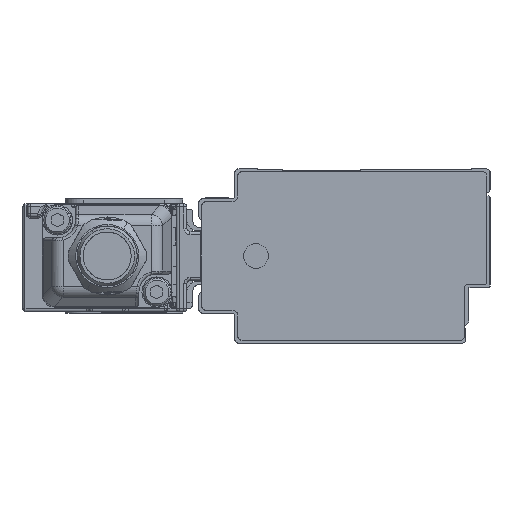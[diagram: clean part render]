
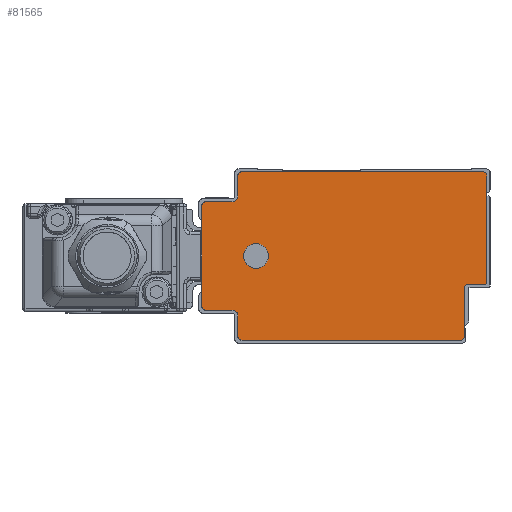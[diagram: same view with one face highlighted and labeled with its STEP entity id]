
A CAD part, left-side view. The second image highlights one B-rep face of the part: STEP entity #81565.
In plain terms, the highlighted planar face has unit normal (-1, 0, 0).
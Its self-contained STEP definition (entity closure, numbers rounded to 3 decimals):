
#80133=AXIS2_PLACEMENT_3D('Circle Axis2P3D',#80131,#80132,$) ;
#80171=AXIS2_PLACEMENT_3D('Circle Axis2P3D',#80169,#80170,$) ;
#80209=AXIS2_PLACEMENT_3D('Circle Axis2P3D',#80207,#80208,$) ;
#80247=AXIS2_PLACEMENT_3D('Circle Axis2P3D',#80245,#80246,$) ;
#81448=AXIS2_PLACEMENT_3D('Plane Axis2P3D',#81445,#81446,#81447) ;
#81452=AXIS2_PLACEMENT_3D('Circle Axis2P3D',#81450,#81451,$) ;
#81466=AXIS2_PLACEMENT_3D('Circle Axis2P3D',#81464,#81465,$) ;
#81480=AXIS2_PLACEMENT_3D('Circle Axis2P3D',#81478,#81479,$) ;
#81494=AXIS2_PLACEMENT_3D('Circle Axis2P3D',#81492,#81493,$) ;
#81508=AXIS2_PLACEMENT_3D('Circle Axis2P3D',#81506,#81507,$) ;
#81522=AXIS2_PLACEMENT_3D('Circle Axis2P3D',#81520,#81521,$) ;
#81549=AXIS2_PLACEMENT_3D('Circle Axis2P3D',#81547,#81548,$) ;
#81558=AXIS2_PLACEMENT_3D('Circle Axis2P3D',#81556,#81557,$) ;
#80089=CARTESIAN_POINT('Line Origine',(-475.5,44.,14.5)) ;
#80093=CARTESIAN_POINT('Vertex',(-475.5,44.,6.)) ;
#80095=CARTESIAN_POINT('Vertex',(-475.5,44.,23.)) ;
#80131=CARTESIAN_POINT('Axis2P3D Location',(-475.5,43.5,23.)) ;
#80135=CARTESIAN_POINT('Vertex',(-475.5,43.5,23.5)) ;
#80150=CARTESIAN_POINT('Line Origine',(-475.5,41.25,23.5)) ;
#80154=CARTESIAN_POINT('Vertex',(-475.5,39.,23.5)) ;
#80169=CARTESIAN_POINT('Axis2P3D Location',(-475.5,39.,24.5)) ;
#80173=CARTESIAN_POINT('Vertex',(-475.5,38.,24.5)) ;
#80188=CARTESIAN_POINT('Line Origine',(-475.5,38.,26.25)) ;
#80192=CARTESIAN_POINT('Vertex',(-475.5,38.,28.)) ;
#80207=CARTESIAN_POINT('Axis2P3D Location',(-475.5,37.5,28.)) ;
#80211=CARTESIAN_POINT('Vertex',(-475.5,37.5,28.5)) ;
#80226=CARTESIAN_POINT('Line Origine',(-475.5,17.25,28.5)) ;
#80230=CARTESIAN_POINT('Vertex',(-475.5,-3.,28.5)) ;
#80245=CARTESIAN_POINT('Axis2P3D Location',(-475.5,-3.,28.)) ;
#80249=CARTESIAN_POINT('Vertex',(-475.5,-3.5,28.)) ;
#80264=CARTESIAN_POINT('Line Origine',(-475.5,-3.5,19.1)) ;
#80268=CARTESIAN_POINT('Vertex',(-475.5,-3.5,10.2)) ;
#81445=CARTESIAN_POINT('Axis2P3D Location',(-475.5,0.,0.)) ;
#81450=CARTESIAN_POINT('Axis2P3D Location',(-475.5,43.5,6.)) ;
#81454=CARTESIAN_POINT('Vertex',(-475.5,43.5,5.5)) ;
#81457=CARTESIAN_POINT('Line Origine',(-475.5,41.25,5.5)) ;
#81461=CARTESIAN_POINT('Vertex',(-475.5,39.,5.5)) ;
#81464=CARTESIAN_POINT('Axis2P3D Location',(-475.5,39.,4.5)) ;
#81468=CARTESIAN_POINT('Vertex',(-475.5,38.,4.5)) ;
#81471=CARTESIAN_POINT('Line Origine',(-475.5,38.,2.75)) ;
#81475=CARTESIAN_POINT('Vertex',(-475.5,38.,1.)) ;
#81478=CARTESIAN_POINT('Axis2P3D Location',(-475.5,37.5,1.)) ;
#81482=CARTESIAN_POINT('Vertex',(-475.5,37.5,0.5)) ;
#81485=CARTESIAN_POINT('Line Origine',(-475.5,19.15,0.5)) ;
#81489=CARTESIAN_POINT('Vertex',(-475.5,0.8,0.5)) ;
#81492=CARTESIAN_POINT('Axis2P3D Location',(-475.5,0.8,1.)) ;
#81496=CARTESIAN_POINT('Vertex',(-475.5,0.3,1.)) ;
#81499=CARTESIAN_POINT('Line Origine',(-475.5,0.3,5.1)) ;
#81503=CARTESIAN_POINT('Vertex',(-475.5,0.3,9.2)) ;
#81506=CARTESIAN_POINT('Axis2P3D Location',(-475.5,-0.2,9.2)) ;
#81510=CARTESIAN_POINT('Vertex',(-475.5,-0.2,9.7)) ;
#81513=CARTESIAN_POINT('Line Origine',(-475.5,-1.6,9.7)) ;
#81517=CARTESIAN_POINT('Vertex',(-475.5,-3.,9.7)) ;
#81520=CARTESIAN_POINT('Axis2P3D Location',(-475.5,-3.,10.2)) ;
#81547=CARTESIAN_POINT('Axis2P3D Location',(-475.5,35.,14.5)) ;
#81551=CARTESIAN_POINT('Vertex',(-475.5,33.186,13.509)) ;
#81553=CARTESIAN_POINT('Vertex',(-475.5,36.814,15.491)) ;
#81556=CARTESIAN_POINT('Axis2P3D Location',(-475.5,35.,14.5)) ;
#80090=DIRECTION('Vector Direction',(0.,0.,1.)) ;
#80132=DIRECTION('Axis2P3D Direction',(1.,0.,0.)) ;
#80151=DIRECTION('Vector Direction',(0.,1.,0.)) ;
#80170=DIRECTION('Axis2P3D Direction',(1.,0.,0.)) ;
#80189=DIRECTION('Vector Direction',(0.,0.,1.)) ;
#80208=DIRECTION('Axis2P3D Direction',(1.,0.,0.)) ;
#80227=DIRECTION('Vector Direction',(0.,1.,0.)) ;
#80246=DIRECTION('Axis2P3D Direction',(1.,0.,-0.)) ;
#80265=DIRECTION('Vector Direction',(0.,0.,-1.)) ;
#81446=DIRECTION('Axis2P3D Direction',(1.,0.,0.)) ;
#81447=DIRECTION('Axis2P3D XDirection',(0.,1.,0.)) ;
#81451=DIRECTION('Axis2P3D Direction',(1.,0.,0.)) ;
#81458=DIRECTION('Vector Direction',(0.,-1.,0.)) ;
#81465=DIRECTION('Axis2P3D Direction',(1.,0.,0.)) ;
#81472=DIRECTION('Vector Direction',(0.,0.,1.)) ;
#81479=DIRECTION('Axis2P3D Direction',(1.,0.,0.)) ;
#81486=DIRECTION('Vector Direction',(0.,-1.,0.)) ;
#81493=DIRECTION('Axis2P3D Direction',(1.,0.,0.)) ;
#81500=DIRECTION('Vector Direction',(0.,0.,-1.)) ;
#81507=DIRECTION('Axis2P3D Direction',(1.,0.,0.)) ;
#81514=DIRECTION('Vector Direction',(0.,1.,0.)) ;
#81521=DIRECTION('Axis2P3D Direction',(1.,0.,0.)) ;
#81548=DIRECTION('Axis2P3D Direction',(1.,0.,0.)) ;
#81557=DIRECTION('Axis2P3D Direction',(1.,0.,0.)) ;
#80091=VECTOR('Line Direction',#80090,1.) ;
#80152=VECTOR('Line Direction',#80151,1.) ;
#80190=VECTOR('Line Direction',#80189,1.) ;
#80228=VECTOR('Line Direction',#80227,1.) ;
#80266=VECTOR('Line Direction',#80265,1.) ;
#81459=VECTOR('Line Direction',#81458,1.) ;
#81473=VECTOR('Line Direction',#81472,1.) ;
#81487=VECTOR('Line Direction',#81486,1.) ;
#81501=VECTOR('Line Direction',#81500,1.) ;
#81515=VECTOR('Line Direction',#81514,1.) ;
#81526=ORIENTED_EDGE('',*,*,#80232,.F.) ;
#81527=ORIENTED_EDGE('',*,*,#80213,.F.) ;
#81528=ORIENTED_EDGE('',*,*,#80194,.F.) ;
#81529=ORIENTED_EDGE('',*,*,#80175,.F.) ;
#81530=ORIENTED_EDGE('',*,*,#80156,.F.) ;
#81531=ORIENTED_EDGE('',*,*,#80137,.F.) ;
#81532=ORIENTED_EDGE('',*,*,#80097,.F.) ;
#81533=ORIENTED_EDGE('',*,*,#81456,.F.) ;
#81534=ORIENTED_EDGE('',*,*,#81463,.F.) ;
#81535=ORIENTED_EDGE('',*,*,#81470,.F.) ;
#81536=ORIENTED_EDGE('',*,*,#81477,.F.) ;
#81537=ORIENTED_EDGE('',*,*,#81484,.F.) ;
#81538=ORIENTED_EDGE('',*,*,#81491,.F.) ;
#81539=ORIENTED_EDGE('',*,*,#81498,.F.) ;
#81540=ORIENTED_EDGE('',*,*,#81505,.F.) ;
#81541=ORIENTED_EDGE('',*,*,#81512,.F.) ;
#81542=ORIENTED_EDGE('',*,*,#81519,.F.) ;
#81543=ORIENTED_EDGE('',*,*,#81524,.F.) ;
#81544=ORIENTED_EDGE('',*,*,#80270,.F.) ;
#81545=ORIENTED_EDGE('',*,*,#80251,.F.) ;
#81562=ORIENTED_EDGE('',*,*,#81555,.T.) ;
#81563=ORIENTED_EDGE('',*,*,#81560,.T.) ;
#81564=FACE_BOUND('',#81561,.T.) ;
#81565=ADVANCED_FACE('\X2\FF8EFF9EFF83FF9EFF68FF70\X0\.2',(#81546,#81564),#81449,.F.) ;
#80134=CIRCLE('generated circle',#80133,0.5) ;
#80172=CIRCLE('generated circle',#80171,1.) ;
#80210=CIRCLE('generated circle',#80209,0.5) ;
#80248=CIRCLE('generated circle',#80247,0.5) ;
#81453=CIRCLE('generated circle',#81452,0.5) ;
#81467=CIRCLE('generated circle',#81466,1.) ;
#81481=CIRCLE('generated circle',#81480,0.5) ;
#81495=CIRCLE('generated circle',#81494,0.5) ;
#81509=CIRCLE('generated circle',#81508,0.5) ;
#81523=CIRCLE('generated circle',#81522,0.5) ;
#81550=CIRCLE('generated circle',#81549,2.067) ;
#81559=CIRCLE('generated circle',#81558,2.067) ;
#80097=EDGE_CURVE('',#80094,#80096,#80092,.T.) ;
#80137=EDGE_CURVE('',#80096,#80136,#80134,.T.) ;
#80156=EDGE_CURVE('',#80136,#80155,#80153,.F.) ;
#80175=EDGE_CURVE('',#80155,#80174,#80172,.F.) ;
#80194=EDGE_CURVE('',#80174,#80193,#80191,.T.) ;
#80213=EDGE_CURVE('',#80193,#80212,#80210,.T.) ;
#80232=EDGE_CURVE('',#80212,#80231,#80229,.F.) ;
#80251=EDGE_CURVE('',#80231,#80250,#80248,.T.) ;
#80270=EDGE_CURVE('',#80250,#80269,#80267,.T.) ;
#81456=EDGE_CURVE('',#81455,#80094,#81453,.T.) ;
#81463=EDGE_CURVE('',#81462,#81455,#81460,.F.) ;
#81470=EDGE_CURVE('',#81469,#81462,#81467,.F.) ;
#81477=EDGE_CURVE('',#81476,#81469,#81474,.T.) ;
#81484=EDGE_CURVE('',#81483,#81476,#81481,.T.) ;
#81491=EDGE_CURVE('',#81490,#81483,#81488,.F.) ;
#81498=EDGE_CURVE('',#81497,#81490,#81495,.T.) ;
#81505=EDGE_CURVE('',#81504,#81497,#81502,.T.) ;
#81512=EDGE_CURVE('',#81511,#81504,#81509,.F.) ;
#81519=EDGE_CURVE('',#81518,#81511,#81516,.T.) ;
#81524=EDGE_CURVE('',#80269,#81518,#81523,.T.) ;
#81555=EDGE_CURVE('',#81552,#81554,#81550,.T.) ;
#81560=EDGE_CURVE('',#81554,#81552,#81559,.T.) ;
#81525=EDGE_LOOP('',(#81526,#81527,#81528,#81529,#81530,#81531,#81532,#81533,#81534,#81535,#81536,#81537,#81538,#81539,#81540,#81541,#81542,#81543,#81544,#81545)) ;
#81561=EDGE_LOOP('',(#81562,#81563)) ;
#81546=FACE_OUTER_BOUND('',#81525,.T.) ;
#80092=LINE('Line',#80089,#80091) ;
#80153=LINE('Line',#80150,#80152) ;
#80191=LINE('Line',#80188,#80190) ;
#80229=LINE('Line',#80226,#80228) ;
#80267=LINE('Line',#80264,#80266) ;
#81460=LINE('Line',#81457,#81459) ;
#81474=LINE('Line',#81471,#81473) ;
#81488=LINE('Line',#81485,#81487) ;
#81502=LINE('Line',#81499,#81501) ;
#81516=LINE('Line',#81513,#81515) ;
#81449=PLANE('Plane',#81448) ;
#80094=VERTEX_POINT('',#80093) ;
#80096=VERTEX_POINT('',#80095) ;
#80136=VERTEX_POINT('',#80135) ;
#80155=VERTEX_POINT('',#80154) ;
#80174=VERTEX_POINT('',#80173) ;
#80193=VERTEX_POINT('',#80192) ;
#80212=VERTEX_POINT('',#80211) ;
#80231=VERTEX_POINT('',#80230) ;
#80250=VERTEX_POINT('',#80249) ;
#80269=VERTEX_POINT('',#80268) ;
#81455=VERTEX_POINT('',#81454) ;
#81462=VERTEX_POINT('',#81461) ;
#81469=VERTEX_POINT('',#81468) ;
#81476=VERTEX_POINT('',#81475) ;
#81483=VERTEX_POINT('',#81482) ;
#81490=VERTEX_POINT('',#81489) ;
#81497=VERTEX_POINT('',#81496) ;
#81504=VERTEX_POINT('',#81503) ;
#81511=VERTEX_POINT('',#81510) ;
#81518=VERTEX_POINT('',#81517) ;
#81552=VERTEX_POINT('',#81551) ;
#81554=VERTEX_POINT('',#81553) ;
